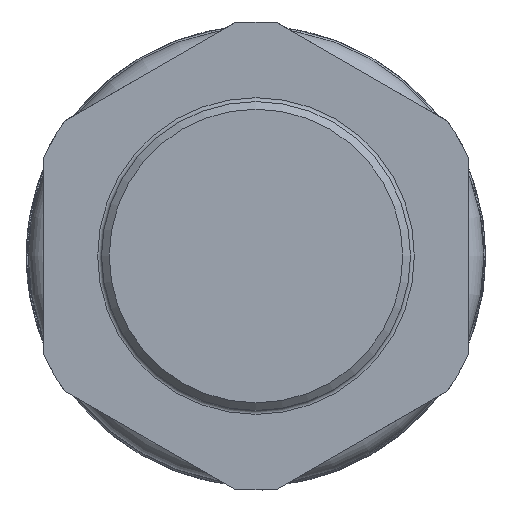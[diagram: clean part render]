
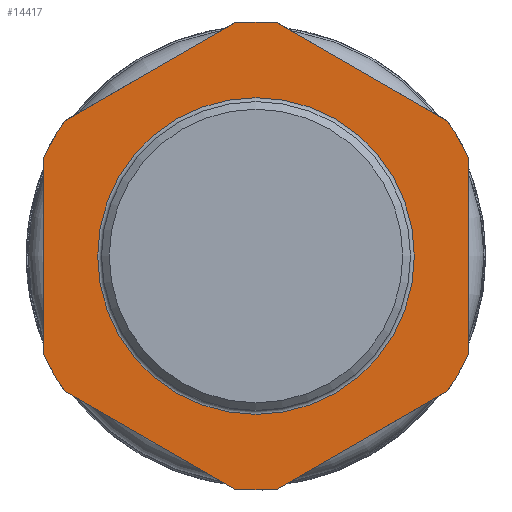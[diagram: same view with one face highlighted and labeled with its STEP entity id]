
A CAD part, left-side view. The second image highlights one B-rep face of the part: STEP entity #14417.
In plain terms, the highlighted planar face has unit normal (-1, 0, 0).
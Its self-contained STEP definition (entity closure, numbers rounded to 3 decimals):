
#883=LINE('',#24440,#1499);
#887=LINE('',#24449,#1503);
#890=LINE('',#24457,#1506);
#893=LINE('',#24466,#1509);
#896=LINE('',#24472,#1512);
#899=LINE('',#24477,#1515);
#1499=VECTOR('',#17265,10.);
#1503=VECTOR('',#17275,10.);
#1506=VECTOR('',#17284,10.);
#1509=VECTOR('',#17293,10.);
#1512=VECTOR('',#17298,10.);
#1515=VECTOR('',#17303,10.);
#2056=PLANE('',#15294);
#2230=FACE_BOUND('',#3294,.T.);
#2488=FACE_OUTER_BOUND('',#3293,.T.);
#3293=EDGE_LOOP('',(#10261,#10262,#10263,#10264,#10265,#10266,#10267,#10268,
#10269,#10270,#10271,#10272));
#3294=EDGE_LOOP('',(#10273,#10274));
#3988=CIRCLE('',#15280,30.3);
#3989=CIRCLE('',#15283,30.3);
#3990=CIRCLE('',#15286,30.3);
#3991=CIRCLE('',#15291,30.3);
#3992=CIRCLE('',#15293,30.3);
#3993=CIRCLE('',#15295,30.3);
#3994=CIRCLE('',#15296,20.5);
#3995=CIRCLE('',#15297,20.5);
#5693=VERTEX_POINT('',#24437);
#5694=VERTEX_POINT('',#24439);
#5695=VERTEX_POINT('',#24443);
#5696=VERTEX_POINT('',#24447);
#5697=VERTEX_POINT('',#24451);
#5698=VERTEX_POINT('',#24455);
#5699=VERTEX_POINT('',#24459);
#5700=VERTEX_POINT('',#24463);
#5701=VERTEX_POINT('',#24465);
#5702=VERTEX_POINT('',#24469);
#5703=VERTEX_POINT('',#24471);
#5704=VERTEX_POINT('',#24475);
#5705=VERTEX_POINT('',#24484);
#5706=VERTEX_POINT('',#24485);
#7365=EDGE_CURVE('',#5694,#5693,#883,.T.);
#7368=EDGE_CURVE('',#5695,#5693,#3988,.T.);
#7370=EDGE_CURVE('',#5695,#5696,#887,.T.);
#7372=EDGE_CURVE('',#5697,#5696,#3989,.T.);
#7374=EDGE_CURVE('',#5697,#5698,#890,.T.);
#7376=EDGE_CURVE('',#5699,#5698,#3990,.T.);
#7378=EDGE_CURVE('',#5701,#5700,#893,.T.);
#7381=EDGE_CURVE('',#5703,#5702,#896,.T.);
#7384=EDGE_CURVE('',#5699,#5704,#899,.T.);
#7385=EDGE_CURVE('',#5694,#5702,#3991,.T.);
#7386=EDGE_CURVE('',#5701,#5704,#3992,.T.);
#7387=EDGE_CURVE('',#5703,#5700,#3993,.T.);
#7388=EDGE_CURVE('',#5705,#5706,#3994,.T.);
#7389=EDGE_CURVE('',#5706,#5705,#3995,.T.);
#10261=ORIENTED_EDGE('',*,*,#7378,.T.);
#10262=ORIENTED_EDGE('',*,*,#7387,.F.);
#10263=ORIENTED_EDGE('',*,*,#7381,.T.);
#10264=ORIENTED_EDGE('',*,*,#7385,.F.);
#10265=ORIENTED_EDGE('',*,*,#7365,.T.);
#10266=ORIENTED_EDGE('',*,*,#7368,.F.);
#10267=ORIENTED_EDGE('',*,*,#7370,.T.);
#10268=ORIENTED_EDGE('',*,*,#7372,.F.);
#10269=ORIENTED_EDGE('',*,*,#7374,.T.);
#10270=ORIENTED_EDGE('',*,*,#7376,.F.);
#10271=ORIENTED_EDGE('',*,*,#7384,.T.);
#10272=ORIENTED_EDGE('',*,*,#7386,.F.);
#10273=ORIENTED_EDGE('',*,*,#7388,.T.);
#10274=ORIENTED_EDGE('',*,*,#7389,.T.);
#14417=ADVANCED_FACE('',(#2488,#2230),#2056,.T.);
#15280=AXIS2_PLACEMENT_3D('',#24445,#17270,#17271);
#15283=AXIS2_PLACEMENT_3D('',#24453,#17279,#17280);
#15286=AXIS2_PLACEMENT_3D('',#24461,#17288,#17289);
#15291=AXIS2_PLACEMENT_3D('',#24479,#17306,#17307);
#15293=AXIS2_PLACEMENT_3D('',#24481,#17310,#17311);
#15294=AXIS2_PLACEMENT_3D('',#24482,#17312,#17313);
#15295=AXIS2_PLACEMENT_3D('',#24483,#17314,#17315);
#15296=AXIS2_PLACEMENT_3D('',#24486,#17316,#17317);
#15297=AXIS2_PLACEMENT_3D('',#24487,#17318,#17319);
#17265=DIRECTION('',(0.,-0.866,-0.5));
#17270=DIRECTION('center_axis',(1.,0.,0.));
#17271=DIRECTION('ref_axis',(0.,0.,
1.));
#17275=DIRECTION('',(0.,-0.866,0.5));
#17279=DIRECTION('center_axis',(1.,0.,0.));
#17280=DIRECTION('ref_axis',(0.,0.,
1.));
#17284=DIRECTION('',(0.,0.,1.));
#17288=DIRECTION('center_axis',(1.,0.,0.));
#17289=DIRECTION('ref_axis',(0.,0.,
1.));
#17293=DIRECTION('',(0.,0.866,-0.5));
#17298=DIRECTION('',(0.,0.,-1.));
#17303=DIRECTION('',(0.,0.866,0.5));
#17306=DIRECTION('center_axis',(1.,0.,0.));
#17307=DIRECTION('ref_axis',(0.,0.,
1.));
#17310=DIRECTION('center_axis',(1.,0.,0.));
#17311=DIRECTION('ref_axis',(0.,0.,
1.));
#17312=DIRECTION('center_axis',(-1.,0.,0.));
#17313=DIRECTION('ref_axis',(0.,0.,
-1.));
#17314=DIRECTION('center_axis',(1.,0.,0.));
#17315=DIRECTION('ref_axis',(0.,0.,
1.));
#17316=DIRECTION('center_axis',(1.,0.,0.));
#17317=DIRECTION('ref_axis',(0.,0.,
1.));
#17318=DIRECTION('center_axis',(1.,0.,0.));
#17319=DIRECTION('ref_axis',(0.,0.,
1.));
#24437=CARTESIAN_POINT('',(-34.325,2.733,-30.177));
#24439=CARTESIAN_POINT('',(-34.325,24.767,-17.455));
#24440=CARTESIAN_POINT('',(-34.325,7.896,-27.195));
#24443=CARTESIAN_POINT('',(-34.325,-2.733,-30.177));
#24445=CARTESIAN_POINT('Origin',(-34.325,0.,
0.));
#24447=CARTESIAN_POINT('',(-34.325,-24.767,-17.455));
#24449=CARTESIAN_POINT('',(-34.325,-19.604,-20.436));
#24451=CARTESIAN_POINT('',(-34.325,-27.5,-12.722));
#24453=CARTESIAN_POINT('Origin',(-34.325,0.,
0.));
#24455=CARTESIAN_POINT('',(-34.325,-27.5,12.722));
#24457=CARTESIAN_POINT('',(-34.325,-27.5,-6.361));
#24459=CARTESIAN_POINT('',(-34.325,-24.767,17.455));
#24461=CARTESIAN_POINT('Origin',(-34.325,0.,
0.));
#24463=CARTESIAN_POINT('',(-34.325,24.767,17.455));
#24465=CARTESIAN_POINT('',(-34.325,2.733,30.177));
#24466=CARTESIAN_POINT('',(-34.325,-3.121,33.556));
#24469=CARTESIAN_POINT('',(-34.325,27.5,-12.722));
#24471=CARTESIAN_POINT('',(-34.325,27.5,12.722));
#24472=CARTESIAN_POINT('',(-34.325,27.5,6.361));
#24475=CARTESIAN_POINT('',(-34.325,-2.733,30.177));
#24477=CARTESIAN_POINT('',(-34.325,-30.621,14.075));
#24479=CARTESIAN_POINT('Origin',(-34.325,0.,
0.));
#24481=CARTESIAN_POINT('Origin',(-34.325,0.,
0.));
#24482=CARTESIAN_POINT('Origin',(-34.325,-30.3,0.));
#24483=CARTESIAN_POINT('Origin',(-34.325,0.,
0.));
#24484=CARTESIAN_POINT('',(-34.325,-20.5,0.));
#24485=CARTESIAN_POINT('',(-34.325,0.,-20.5));
#24486=CARTESIAN_POINT('Origin',(-34.325,0.,
0.));
#24487=CARTESIAN_POINT('Origin',(-34.325,0.,
0.));
